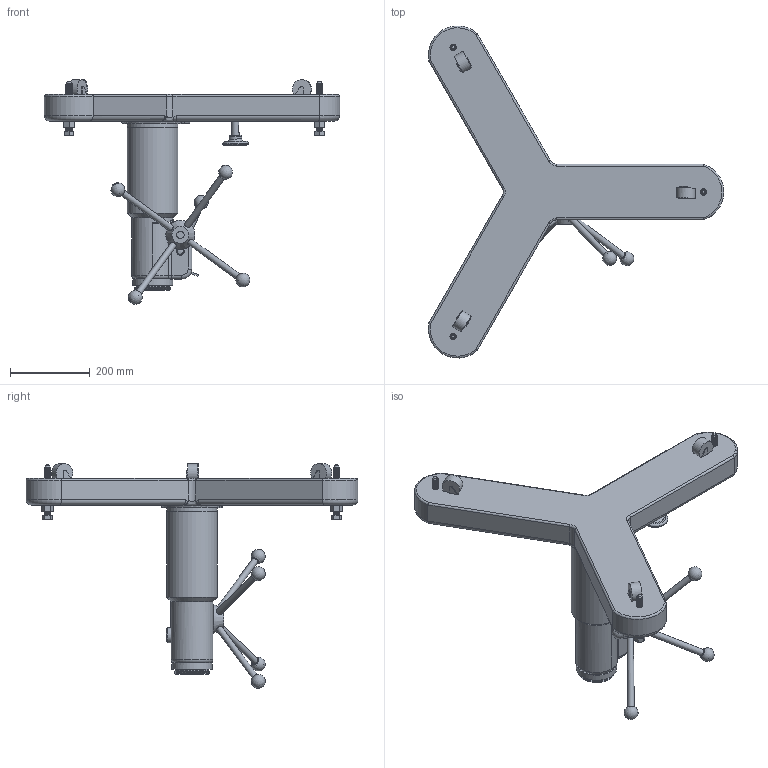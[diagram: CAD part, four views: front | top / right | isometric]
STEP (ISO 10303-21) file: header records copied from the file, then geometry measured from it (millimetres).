
FILE_DESCRIPTION (( 'STEP AP203' ), '1' );
FILE_NAME ('231DMOD-0.STEP', '2012-11-20T12:45:35', ( 'Eric' ), ( '' ), 'SwSTEP 2.0', 'SolidWorks 2012', '' );
FILE_SCHEMA (( 'CONFIG_CONTROL_DESIGN' ));
Length unit declared in the file: inch
Products named in the file (1): 231DMOD-0
Bounding box: 741.42 x 833.48 x 564.06 mm (x, y, z)
Volume: 17994285.7 mm3; surface area: 930696.4 mm2
Topology: 18 solids, 18 shells, 1110 faces, 2353 edges, 1322 vertices
Faces by surface type: plane 559, cone 370, cylinder 123, torus 35, bspline 14, sphere 9
Full cylindrical faces by diameter (mm): 9.921 x1, 11.112 x28, 12.7 x14, 15.875 x7, 16.002 x1, 18.482 x2, 19.05 x3, 31.75 x2, 38.1 x1, 44.45 x1, 83.401 x1, 101.092 x1, 104.775 x1, 109.931 x1, 114.3 x8, 127 x2
Entity records: 28209 total; most frequent: CARTESIAN_POINT 7121, DIRECTION 4398, ORIENTED_EDGE 3698, EDGE_CURVE 1849, AXIS2_PLACEMENT_3D 1744, EDGE_LOOP 1553, VERTEX_POINT 1220, FACE_OUTER_BOUND 1188
